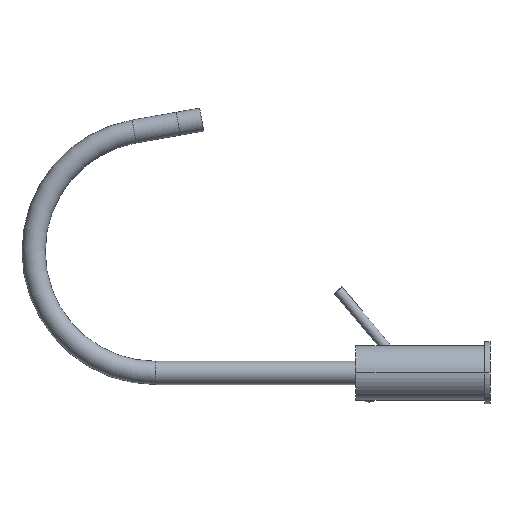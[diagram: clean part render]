
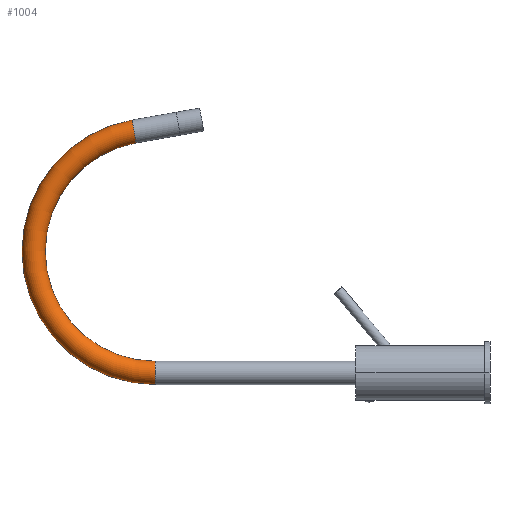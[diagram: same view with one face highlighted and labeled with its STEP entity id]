
A CAD part, left-side view. The second image highlights one B-rep face of the part: STEP entity #1004.
In plain terms, the highlighted toroidal (fillet/blend) face has major radius 94.315 mm and minor radius 9 mm.
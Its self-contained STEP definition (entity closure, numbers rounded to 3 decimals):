
#872=CARTESIAN_POINT('',(0.,255.5,0.));
#873=DIRECTION('',(0.,1.,0.));
#874=DIRECTION('',(0.,0.,-1.));
#875=AXIS2_PLACEMENT_3D('',#872,#873,#874);
#877=CARTESIAN_POINT('',(0.,255.5,94.315));
#878=DIRECTION('',(1.,0.,0.));
#879=DIRECTION('',(0.,0.,-1.));
#880=AXIS2_PLACEMENT_3D('',#877,#878,#879);
#887=CARTESIAN_POINT('',(0.,255.5,94.315));
#888=DIRECTION('',(1.,0.,0.));
#889=DIRECTION('',(0.,0.,-1.));
#890=AXIS2_PLACEMENT_3D('',#887,#888,#889);
#911=CARTESIAN_POINT('',(0.,271.878,187.198));
#912=DIRECTION('',(0.,-0.985,0.174));
#913=DIRECTION('',(0.,0.174,0.985));
#914=AXIS2_PLACEMENT_3D('',#911,#912,#913);
#924=CARTESIAN_POINT('',(0.,255.5,9.));
#925=CARTESIAN_POINT('',(0.,255.5,-9.));
#926=VERTEX_POINT('',#924);
#927=VERTEX_POINT('',#925);
#928=CARTESIAN_POINT('',(0.,270.315,178.334));
#929=CARTESIAN_POINT('',(0.,273.441,196.061));
#930=VERTEX_POINT('',#928);
#931=VERTEX_POINT('',#929);
#990=CARTESIAN_POINT('',(0.,255.5,94.315));
#991=DIRECTION('',(1.,0.,0.));
#992=DIRECTION('',(0.,0.,1.));
#993=AXIS2_PLACEMENT_3D('',#990,#991,#992);
#994=TOROIDAL_SURFACE('',#993,94.315,9.);
#995=ORIENTED_EDGE('',*,*,#972,.F.);
#997=ORIENTED_EDGE('',*,*,#996,.T.);
#999=ORIENTED_EDGE('',*,*,#998,.T.);
#1001=ORIENTED_EDGE('',*,*,#1000,.F.);
#1002=EDGE_LOOP('',(#995,#997,#999,#1001));
#1003=FACE_OUTER_BOUND('',#1002,.F.);
#1004=ADVANCED_FACE('',(#1003),#994,.T.);
#876=CIRCLE('',#875,9.);
#881=CIRCLE('',#880,103.315);
#891=CIRCLE('',#890,85.315);
#915=CIRCLE('',#914,9.);
#972=EDGE_CURVE('',#927,#926,#876,.T.);
#996=EDGE_CURVE('',#927,#931,#881,.T.);
#998=EDGE_CURVE('',#931,#930,#915,.T.);
#1000=EDGE_CURVE('',#926,#930,#891,.T.);
